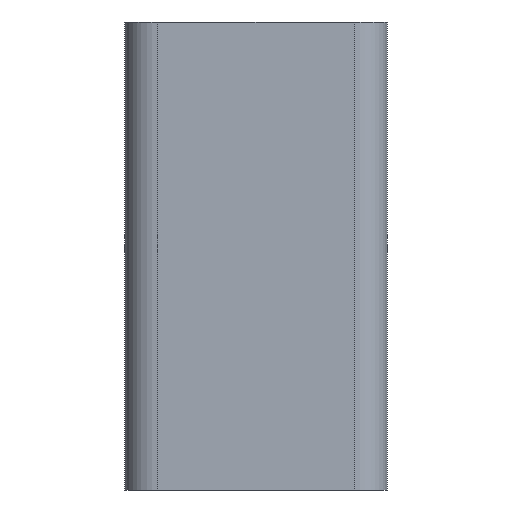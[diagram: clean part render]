
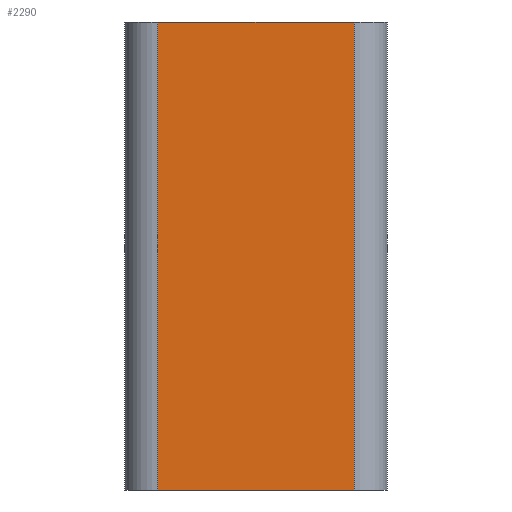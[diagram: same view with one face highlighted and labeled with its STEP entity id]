
A CAD part, left-side view. The second image highlights one B-rep face of the part: STEP entity #2290.
In plain terms, the highlighted planar face has unit normal (-1, 0, 0).
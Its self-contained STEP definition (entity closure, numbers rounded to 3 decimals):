
#221 = LINE ( 'NONE', #3806, #2047 ) ;
#274 = DIRECTION ( 'NONE',  ( 0., -1., 0. ) ) ;
#286 = DIRECTION ( 'NONE',  ( 0., 0., -1. ) ) ;
#357 = LINE ( 'NONE', #2708, #4179 ) ;
#520 = PLANE ( 'NONE',  #1481 ) ;
#560 = EDGE_CURVE ( 'NONE', #3341, #1348, #221, .T. ) ;
#565 = ORIENTED_EDGE ( 'NONE', *, *, #4401, .T. ) ;
#672 = ORIENTED_EDGE ( 'NONE', *, *, #1533, .T. ) ;
#890 = CARTESIAN_POINT ( 'NONE',  ( -80., -10.5, 25. ) ) ;
#938 = CARTESIAN_POINT ( 'NONE',  ( -80., 10.5, 25. ) ) ;
#1018 = EDGE_LOOP ( 'NONE', ( #565, #3866, #4392, #672 ) ) ;
#1155 = VECTOR ( 'NONE', #2125, 1000. ) ;
#1261 = VERTEX_POINT ( 'NONE', #4047 ) ;
#1348 = VERTEX_POINT ( 'NONE', #2884 ) ;
#1481 = AXIS2_PLACEMENT_3D ( 'NONE', #938, #4272, #4172 ) ;
#1533 = EDGE_CURVE ( 'NONE', #3341, #1261, #357, .T. ) ;
#1687 = DIRECTION ( 'NONE',  ( 0., 0., -1. ) ) ;
#2047 = VECTOR ( 'NONE', #274, 1000. ) ;
#2125 = DIRECTION ( 'NONE',  ( 0., -1., 0. ) ) ;
#2290 = ADVANCED_FACE ( 'NONE', ( #2564 ), #520, .F. ) ;
#2400 = CARTESIAN_POINT ( 'NONE',  ( -80., 10.5, 25. ) ) ;
#2564 = FACE_OUTER_BOUND ( 'NONE', #1018, .T. ) ;
#2708 = CARTESIAN_POINT ( 'NONE',  ( -80., 10.5, 25. ) ) ;
#2884 = CARTESIAN_POINT ( 'NONE',  ( -80., -10.5, 25. ) ) ;
#3231 = LINE ( 'NONE', #4889, #1155 ) ;
#3236 = EDGE_CURVE ( 'NONE', #1348, #4004, #4122, .T. ) ;
#3341 = VERTEX_POINT ( 'NONE', #2400 ) ;
#3779 = VECTOR ( 'NONE', #1687, 1000. ) ;
#3806 = CARTESIAN_POINT ( 'NONE',  ( -80., 10.5, 25. ) ) ;
#3866 = ORIENTED_EDGE ( 'NONE', *, *, #3236, .F. ) ;
#4004 = VERTEX_POINT ( 'NONE', #4538 ) ;
#4047 = CARTESIAN_POINT ( 'NONE',  ( -80., 10.5, -25. ) ) ;
#4122 = LINE ( 'NONE', #890, #3779 ) ;
#4172 = DIRECTION ( 'NONE',  ( 0., 1., 0. ) ) ;
#4179 = VECTOR ( 'NONE', #286, 1000. ) ;
#4272 = DIRECTION ( 'NONE',  ( 1., 0., 0. ) ) ;
#4392 = ORIENTED_EDGE ( 'NONE', *, *, #560, .F. ) ;
#4401 = EDGE_CURVE ( 'NONE', #1261, #4004, #3231, .T. ) ;
#4538 = CARTESIAN_POINT ( 'NONE',  ( -80., -10.5, -25. ) ) ;
#4889 = CARTESIAN_POINT ( 'NONE',  ( -80., 10.5, -25. ) ) ;
